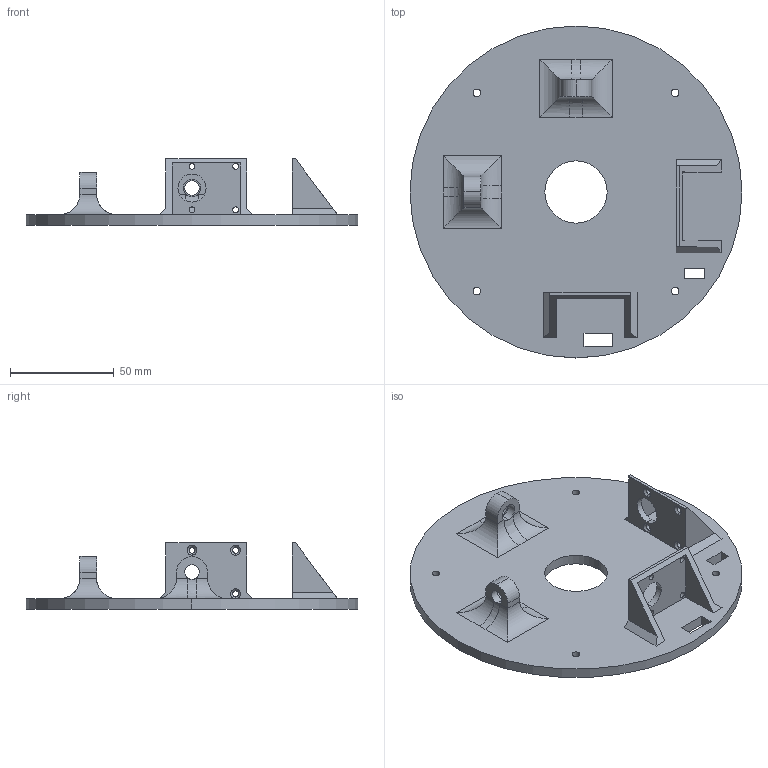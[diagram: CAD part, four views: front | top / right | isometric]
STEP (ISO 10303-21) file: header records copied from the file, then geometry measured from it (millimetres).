
FILE_DESCRIPTION (( 'STEP AP214' ), '1' );
FILE_NAME ('waist_frame_ver2_copy2.STEP', '2024-12-16T05:39:07', ( '' ), ( '' ), 'SwSTEP 2.0', 'SolidWorks 2024', '' );
FILE_SCHEMA (( 'AUTOMOTIVE_DESIGN' ));
Length unit declared in the file: millimetre
Products named in the file (1): waist_frame_ver2_copy2
Bounding box: 160 x 160 x 32 mm (x, y, z)
Volume: 110913.5 mm3; surface area: 49462.2 mm2
Topology: 1 solids, 1 shells, 116 faces, 308 edges, 192 vertices
Faces by surface type: cylinder 56, plane 40, cone 16, bspline 4
Entity records: 3879 total; most frequent: CARTESIAN_POINT 853, DIRECTION 642, ORIENTED_EDGE 616, EDGE_CURVE 308, AXIS2_PLACEMENT_3D 233, VERTEX_POINT 192, LINE 176, VECTOR 176
